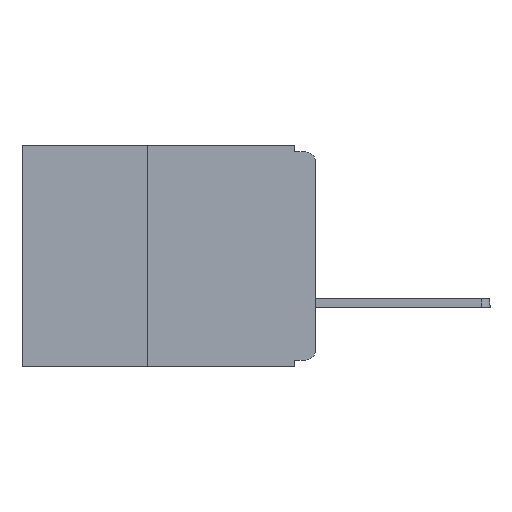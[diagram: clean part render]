
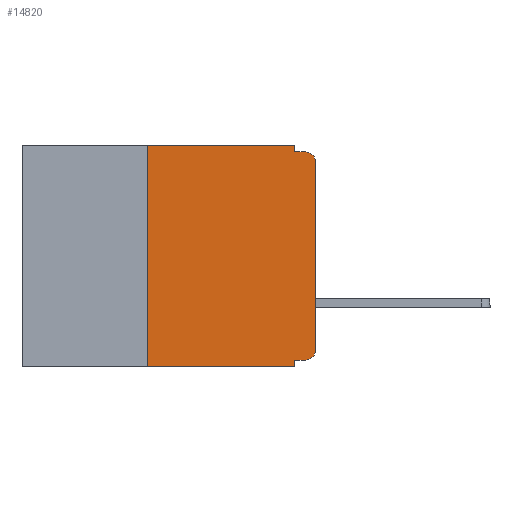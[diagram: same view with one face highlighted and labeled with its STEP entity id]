
A CAD part, left-side view. The second image highlights one B-rep face of the part: STEP entity #14820.
In plain terms, the highlighted planar face has unit normal (-1, 0, 0).
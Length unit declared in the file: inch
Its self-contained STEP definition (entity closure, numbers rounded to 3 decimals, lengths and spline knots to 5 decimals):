
#328 = VECTOR ( 'NONE', #11078, 39.37008 ) ;
#500 = LINE ( 'NONE', #11304, #328 ) ;
#747 = DIRECTION ( 'NONE',  ( 0., 0., 1. ) ) ;
#1139 = AXIS2_PLACEMENT_3D ( 'NONE', #15827, #15558, #15539 ) ;
#1159 = CARTESIAN_POINT ( 'NONE',  ( 0., 0., -0.305 ) ) ;
#1607 = LINE ( 'NONE', #12586, #1818 ) ;
#1785 = DIRECTION ( 'NONE',  ( 0., 1., 0. ) ) ;
#1814 = CARTESIAN_POINT ( 'NONE',  ( 0., 0., 0. ) ) ;
#1818 = VECTOR ( 'NONE', #12529, 39.37008 ) ;
#2977 = DIRECTION ( 'NONE',  ( 0., -1., 0. ) ) ;
#2980 = ORIENTED_EDGE ( 'NONE', *, *, #7887, .F. ) ;
#3535 = CARTESIAN_POINT ( 'NONE',  ( 0., 0.031, -0.01 ) ) ;
#3664 = CARTESIAN_POINT ( 'NONE',  ( 0., 0.015, -0.32 ) ) ;
#3764 = CARTESIAN_POINT ( 'NONE',  ( 0., 0.437, -0.33 ) ) ;
#3859 = DIRECTION ( 'NONE',  ( 0., -1., 0. ) ) ;
#3954 = VECTOR ( 'NONE', #2977, 39.37008 ) ;
#3994 = LINE ( 'NONE', #4015, #3954 ) ;
#4015 = CARTESIAN_POINT ( 'NONE',  ( 0., 0.437, 0. ) ) ;
#4612 = EDGE_CURVE ( 'NONE', #7287, #10227, #1607, .T. ) ;
#4662 = EDGE_CURVE ( 'NONE', #12520, #18315, #500, .T. ) ;
#6038 = CARTESIAN_POINT ( 'NONE',  ( 0., 0., -0.32 ) ) ;
#6137 = ORIENTED_EDGE ( 'NONE', *, *, #17549, .T. ) ;
#6386 = CARTESIAN_POINT ( 'NONE',  ( 0., 0.031, 0. ) ) ;
#6746 = CARTESIAN_POINT ( 'NONE',  ( 0., 0.25, -0.33 ) ) ;
#6959 = ORIENTED_EDGE ( 'NONE', *, *, #4612, .F. ) ;
#7180 = VECTOR ( 'NONE', #3859, 39.37008 ) ;
#7243 = LINE ( 'NONE', #3764, #7180 ) ;
#7287 = VERTEX_POINT ( 'NONE', #13357 ) ;
#7790 = DIRECTION ( 'NONE',  ( 0., 0., 1. ) ) ;
#7887 = EDGE_CURVE ( 'NONE', #13901, #7287, #8082, .T. ) ;
#8082 = LINE ( 'NONE', #6038, #8144 ) ;
#8144 = VECTOR ( 'NONE', #1785, 39.37008 ) ;
#8611 = VECTOR ( 'NONE', #7790, 39.37008 ) ;
#8744 = LINE ( 'NONE', #6746, #8611 ) ;
#8781 = VECTOR ( 'NONE', #14361, 39.37008 ) ;
#8852 = LINE ( 'NONE', #16157, #8781 ) ;
#9603 = FACE_OUTER_BOUND ( 'NONE', #16864, .T. ) ;
#9726 = ORIENTED_EDGE ( 'NONE', *, *, #18478, .T. ) ;
#10015 = CARTESIAN_POINT ( 'NONE',  ( 0., 0.25, -0.33 ) ) ;
#10130 = VERTEX_POINT ( 'NONE', #1159 ) ;
#10226 = ORIENTED_EDGE ( 'NONE', *, *, #18910, .F. ) ;
#10227 = VERTEX_POINT ( 'NONE', #17541 ) ;
#10403 = ORIENTED_EDGE ( 'NONE', *, *, #14972, .F. ) ;
#10652 = CIRCLE ( 'NONE', #16217, 0.015 ) ;
#10673 = ORIENTED_EDGE ( 'NONE', *, *, #4662, .F. ) ;
#10980 = EDGE_CURVE ( 'NONE', #12426, #18315, #10652, .T. ) ;
#11078 = DIRECTION ( 'NONE',  ( 0., -1., 0. ) ) ;
#11253 = VERTEX_POINT ( 'NONE', #6386 ) ;
#11304 = CARTESIAN_POINT ( 'NONE',  ( 0., 0., -0.01 ) ) ;
#11974 = CARTESIAN_POINT ( 'NONE',  ( 0., 0., -0.025 ) ) ;
#12160 = DIRECTION ( 'NONE',  ( 0., 0., -1. ) ) ;
#12164 = DIRECTION ( 'NONE',  ( -1., 0., 0. ) ) ;
#12206 = CARTESIAN_POINT ( 'NONE',  ( 0., 0.015, -0.025 ) ) ;
#12288 = VERTEX_POINT ( 'NONE', #10015 ) ;
#12426 = VERTEX_POINT ( 'NONE', #11974 ) ;
#12520 = VERTEX_POINT ( 'NONE', #3535 ) ;
#12529 = DIRECTION ( 'NONE',  ( 0., 0., -1. ) ) ;
#12586 = CARTESIAN_POINT ( 'NONE',  ( 0., 0.031, -0.33 ) ) ;
#12754 = CARTESIAN_POINT ( 'NONE',  ( 0., 0.25, 0. ) ) ;
#13031 = ORIENTED_EDGE ( 'NONE', *, *, #10980, .T. ) ;
#13325 = CARTESIAN_POINT ( 'NONE',  ( 0., 0.015, -0.01 ) ) ;
#13357 = CARTESIAN_POINT ( 'NONE',  ( 0., 0.031, -0.32 ) ) ;
#13688 = VERTEX_POINT ( 'NONE', #12754 ) ;
#13751 = VECTOR ( 'NONE', #747, 39.37008 ) ;
#13783 = LINE ( 'NONE', #1814, #13751 ) ;
#13901 = VERTEX_POINT ( 'NONE', #3664 ) ;
#13950 = EDGE_CURVE ( 'NONE', #10130, #12426, #13783, .T. ) ;
#14361 = DIRECTION ( 'NONE',  ( 0., 0., -1. ) ) ;
#14820 = ADVANCED_FACE ( 'NONE', ( #9603 ), #15597, .F. ) ;
#14972 = EDGE_CURVE ( 'NONE', #11253, #12520, #8852, .T. ) ;
#15058 = EDGE_CURVE ( 'NONE', #12288, #13688, #8744, .T. ) ;
#15337 = AXIS2_PLACEMENT_3D ( 'NONE', #18069, #18058, #17978 ) ;
#15539 = DIRECTION ( 'NONE',  ( 0., 0., -1. ) ) ;
#15558 = DIRECTION ( 'NONE',  ( 1., 0., 0. ) ) ;
#15597 = PLANE ( 'NONE',  #1139 ) ;
#15827 = CARTESIAN_POINT ( 'NONE',  ( 0., 0.437, 0. ) ) ;
#16157 = CARTESIAN_POINT ( 'NONE',  ( 0., 0.031, 0. ) ) ;
#16217 = AXIS2_PLACEMENT_3D ( 'NONE', #12206, #12164, #12160 ) ;
#16611 = ORIENTED_EDGE ( 'NONE', *, *, #13950, .T. ) ;
#16864 = EDGE_LOOP ( 'NONE', ( #16611, #13031, #10673, #10403, #10226, #18558, #9726, #6959, #2980, #6137 ) ) ;
#17541 = CARTESIAN_POINT ( 'NONE',  ( 0., 0.031, -0.33 ) ) ;
#17549 = EDGE_CURVE ( 'NONE', #13901, #10130, #17841, .T. ) ;
#17841 = CIRCLE ( 'NONE', #15337, 0.015 ) ;
#17978 = DIRECTION ( 'NONE',  ( 0., 0., -1. ) ) ;
#18058 = DIRECTION ( 'NONE',  ( -1., 0., 0. ) ) ;
#18069 = CARTESIAN_POINT ( 'NONE',  ( 0., 0.015, -0.305 ) ) ;
#18315 = VERTEX_POINT ( 'NONE', #13325 ) ;
#18478 = EDGE_CURVE ( 'NONE', #12288, #10227, #7243, .T. ) ;
#18558 = ORIENTED_EDGE ( 'NONE', *, *, #15058, .F. ) ;
#18910 = EDGE_CURVE ( 'NONE', #13688, #11253, #3994, .T. ) ;
